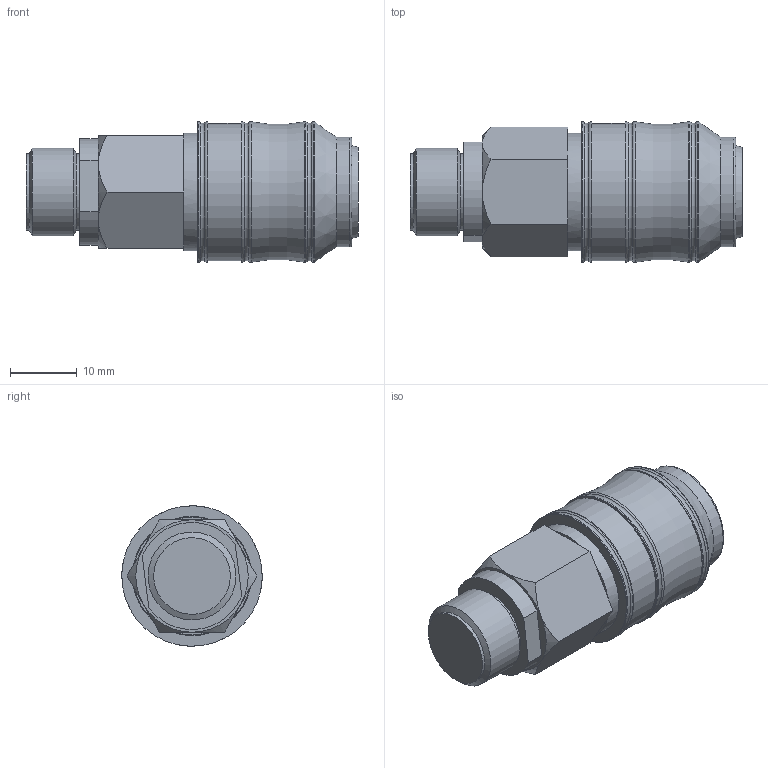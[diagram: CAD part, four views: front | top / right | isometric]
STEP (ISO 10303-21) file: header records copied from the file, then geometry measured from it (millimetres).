
FILE_DESCRIPTION((''),'2;1');
FILE_NAME('21kbaw13fvxg.stp','2013-11-04T13:12:09',('IA176480'),(''),'Autodesk Inventor 2013','Autodesk Inventor 2013','');
FILE_SCHEMA(('AUTOMOTIVE_DESIGN { 1 0 10303 214 1 1 1 1 }'));
Length unit declared in the file: millimetre
Products named in the file (1): D108181
Bounding box: 49.6 x 21 x 21 mm (x, y, z)
Volume: 10796.5 mm3; surface area: 6394.6 mm2
Topology: 1 solids, 3 shells, 143 faces, 334 edges, 207 vertices
Faces by surface type: plane 76, cylinder 34, cone 20, torus 13
Full cylindrical faces by diameter (mm): 10.5 x1, 11.445 x3, 13.009 x1, 13.15 x2, 13.157 x1, 13.35 x1, 13.6 x1, 14.15 x1, 16.4 x1, 16.7 x1, 17.6 x1, 17.8 x1, 20.5 x1, 21 x4
Entity records: 3911 total; most frequent: DIRECTION 682, CARTESIAN_POINT 670, ORIENTED_EDGE 570, EDGE_CURVE 285, AXIS2_PLACEMENT_3D 273, VERTEX_POINT 201, EDGE_LOOP 200, FACE_OUTER_BOUND 143
